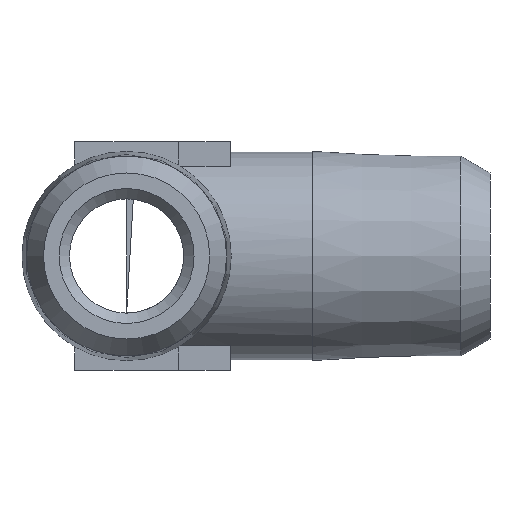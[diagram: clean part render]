
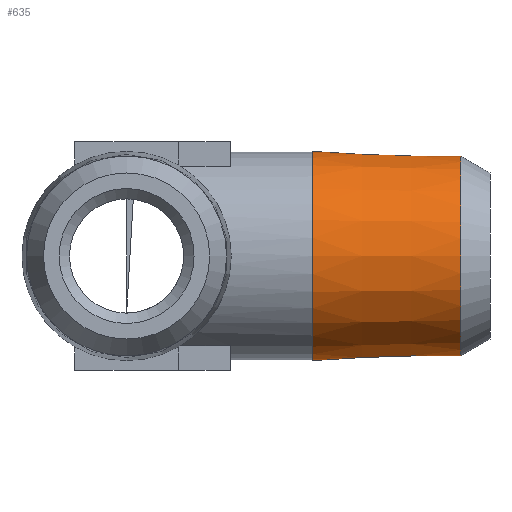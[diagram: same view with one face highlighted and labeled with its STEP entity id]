
A CAD part, left-side view. The second image highlights one B-rep face of the part: STEP entity #635.
In plain terms, the highlighted conical face has half-angle 1.79 degrees and reference radius 4.815 mm.
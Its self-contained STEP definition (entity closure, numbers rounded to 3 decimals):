
#170 = DIRECTION ( 'NONE',  ( 0., 0., 1. ) ) ;
#188 = DIRECTION ( 'NONE',  ( 0., 1., 0. ) ) ;
#197 = CARTESIAN_POINT ( 'NONE',  ( 0., 4.912, 0. ) ) ;
#242 = DIRECTION ( 'NONE',  ( -1., 0., 0. ) ) ;
#243 = DIRECTION ( 'NONE',  ( 0., 1., 0. ) ) ;
#244 = CARTESIAN_POINT ( 'NONE',  ( 0., 12.026, 0. ) ) ;
#314 = CARTESIAN_POINT ( 'NONE',  ( -4.815, 4.912, 0. ) ) ;
#317 = CARTESIAN_POINT ( 'NONE',  ( -5.037, 12.026, 0. ) ) ;
#365 = DIRECTION ( 'NONE',  ( -1., 0., 0. ) ) ;
#368 = DIRECTION ( 'NONE',  ( 0., 1., 0. ) ) ;
#373 = CARTESIAN_POINT ( 'NONE',  ( 0., 4.912, 0. ) ) ;
#488 = CIRCLE ( 'NONE', #617, 5.037 ) ;
#512 = CIRCLE ( 'NONE', #620, 4.815 ) ;
#531 = VERTEX_POINT ( 'NONE', #317 ) ;
#547 = VERTEX_POINT ( 'NONE', #314 ) ;
#617 = AXIS2_PLACEMENT_3D ( 'NONE', #244, #243, #242 ) ;
#620 = AXIS2_PLACEMENT_3D ( 'NONE', #373, #368, #365 ) ;
#635 = ADVANCED_FACE ( 'NONE', ( #775, #774 ), #767, .T. ) ;
#673 = AXIS2_PLACEMENT_3D ( 'NONE', #197, #188, #170 ) ;
#705 = EDGE_CURVE ( 'NONE', #531, #531, #488, .T. ) ;
#713 = EDGE_CURVE ( 'NONE', #547, #547, #512, .T. ) ;
#767 = CONICAL_SURFACE ( 'NONE', #673, 4.815, 0.031 ) ;
#774 = FACE_OUTER_BOUND ( 'NONE', #789, .T. ) ;
#775 = FACE_BOUND ( 'NONE', #786, .T. ) ;
#786 = EDGE_LOOP ( 'NONE', ( #858 ) ) ;
#789 = EDGE_LOOP ( 'NONE', ( #859 ) ) ;
#858 = ORIENTED_EDGE ( 'NONE', *, *, #713, .T. ) ;
#859 = ORIENTED_EDGE ( 'NONE', *, *, #705, .F. ) ;
